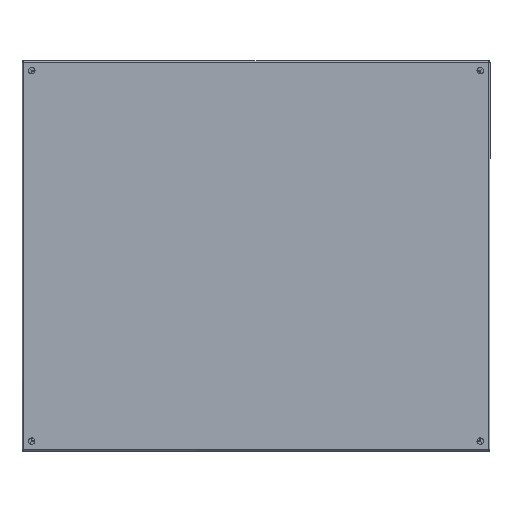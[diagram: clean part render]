
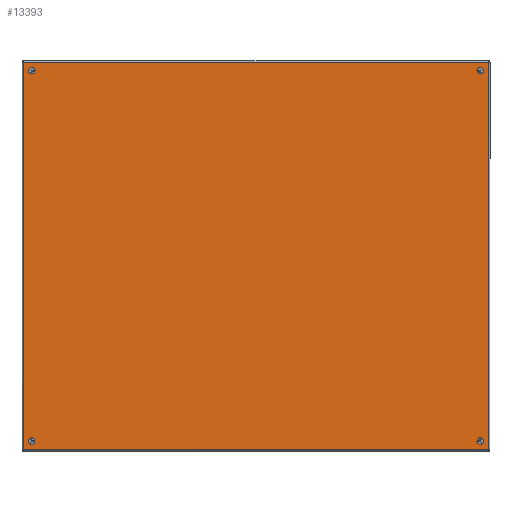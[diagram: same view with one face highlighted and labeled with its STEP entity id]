
A CAD part, top view. The second image highlights one B-rep face of the part: STEP entity #13393.
In plain terms, the highlighted face is planar.
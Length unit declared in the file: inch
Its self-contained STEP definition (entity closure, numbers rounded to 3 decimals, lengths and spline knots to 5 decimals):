
#99 = EDGE_CURVE ( 'NONE', #9133, #46987, #20953, .T. ) ;
#442 = DIRECTION ( 'NONE',  ( -1., 0., 0. ) ) ;
#639 = DIRECTION ( 'NONE',  ( 0., 1., 0. ) ) ;
#1004 = ORIENTED_EDGE ( 'NONE', *, *, #40909, .F. ) ;
#1045 = FACE_BOUND ( 'NONE', #22532, .T. ) ;
#1277 = FACE_BOUND ( 'NONE', #46333, .T. ) ;
#2300 = ORIENTED_EDGE ( 'NONE', *, *, #99, .F. ) ;
#2570 = EDGE_CURVE ( 'NONE', #46602, #29760, #3768, .T. ) ;
#2894 = CARTESIAN_POINT ( 'NONE',  ( 0., 35., 14.25 ) ) ;
#3535 = AXIS2_PLACEMENT_3D ( 'NONE', #41654, #46241, #45999 ) ;
#3768 = LINE ( 'NONE', #25028, #41497 ) ;
#4405 = EDGE_CURVE ( 'NONE', #45691, #16807, #35580, .T. ) ;
#4515 = DIRECTION ( 'NONE',  ( -1., 0., 0. ) ) ;
#4701 = CIRCLE ( 'NONE', #31769, 0.25 ) ;
#4834 = VERTEX_POINT ( 'NONE', #28329 ) ;
#4856 = FACE_BOUND ( 'NONE', #11864, .T. ) ;
#7230 = DIRECTION ( 'NONE',  ( 0., 1., 0. ) ) ;
#7966 = AXIS2_PLACEMENT_3D ( 'NONE', #10864, #28976, #639 ) ;
#8312 = EDGE_CURVE ( 'NONE', #41343, #37793, #47641, .T. ) ;
#9133 = VERTEX_POINT ( 'NONE', #40231 ) ;
#9234 = CARTESIAN_POINT ( 'NONE',  ( 0., 0.072, 14.928 ) ) ;
#9323 = CARTESIAN_POINT ( 'NONE',  ( 0., 0.072, 14.892 ) ) ;
#10141 = DIRECTION ( 'NONE',  ( -1., 0., 0. ) ) ;
#10206 = EDGE_CURVE ( 'NONE', #16807, #45691, #4701, .T. ) ;
#10455 = CARTESIAN_POINT ( 'NONE',  ( 0., 35.5, 14.25 ) ) ;
#10864 = CARTESIAN_POINT ( 'NONE',  ( 0., 0.75, -14.25 ) ) ;
#11864 = EDGE_LOOP ( 'NONE', ( #13228, #22075 ) ) ;
#11922 = DIRECTION ( 'NONE',  ( 0., 1., 0. ) ) ;
#12026 = CARTESIAN_POINT ( 'NONE',  ( 0., 35.25, -14.25 ) ) ;
#12279 = CARTESIAN_POINT ( 'NONE',  ( 0., 35.25, 14.25 ) ) ;
#12412 = LINE ( 'NONE', #45743, #23347 ) ;
#12598 = CARTESIAN_POINT ( 'NONE',  ( 0., 1., -14.25 ) ) ;
#12728 = DIRECTION ( 'NONE',  ( 0., 1., 0. ) ) ;
#13228 = ORIENTED_EDGE ( 'NONE', *, *, #8312, .F. ) ;
#13393 = ADVANCED_FACE ( 'NONE', ( #1045, #16507, #4856, #30543, #1277 ), #30299, .F. ) ;
#14739 = AXIS2_PLACEMENT_3D ( 'NONE', #34362, #27554, #41568 ) ;
#15255 = VERTEX_POINT ( 'NONE', #33164 ) ;
#16358 = DIRECTION ( 'NONE',  ( 0., 1., 0. ) ) ;
#16488 = EDGE_LOOP ( 'NONE', ( #22987, #35209 ) ) ;
#16507 = FACE_OUTER_BOUND ( 'NONE', #31549, .T. ) ;
#16702 = CARTESIAN_POINT ( 'NONE',  ( 0., 0.75, -14.25 ) ) ;
#16807 = VERTEX_POINT ( 'NONE', #26711 ) ;
#18311 = VECTOR ( 'NONE', #16358, 39.37008 ) ;
#18561 = DIRECTION ( 'NONE',  ( 0., 0., 1. ) ) ;
#19194 = DIRECTION ( 'NONE',  ( -1., 0., 0. ) ) ;
#19357 = CARTESIAN_POINT ( 'NONE',  ( 0., 35., -14.25 ) ) ;
#19757 = CIRCLE ( 'NONE', #3535, 0.25 ) ;
#19821 = AXIS2_PLACEMENT_3D ( 'NONE', #16702, #10141, #39581 ) ;
#20337 = DIRECTION ( 'NONE',  ( 0., -1., 0. ) ) ;
#20953 = CIRCLE ( 'NONE', #27149, 0.25 ) ;
#21052 = CARTESIAN_POINT ( 'NONE',  ( 0., 35.25, -14.25 ) ) ;
#22075 = ORIENTED_EDGE ( 'NONE', *, *, #26987, .F. ) ;
#22532 = EDGE_LOOP ( 'NONE', ( #44966, #45713 ) ) ;
#22987 = ORIENTED_EDGE ( 'NONE', *, *, #28205, .F. ) ;
#23347 = VECTOR ( 'NONE', #34886, 39.37008 ) ;
#23402 = CARTESIAN_POINT ( 'NONE',  ( 0., 0.108, -14.892 ) ) ;
#23571 = VERTEX_POINT ( 'NONE', #12598 ) ;
#23961 = DIRECTION ( 'NONE',  ( 1., 0., 0. ) ) ;
#24333 = ORIENTED_EDGE ( 'NONE', *, *, #33985, .F. ) ;
#25028 = CARTESIAN_POINT ( 'NONE',  ( 0., 35.892, 14.928 ) ) ;
#25227 = VECTOR ( 'NONE', #27684, 39.37008 ) ;
#26711 = CARTESIAN_POINT ( 'NONE',  ( 0., 0.5, 14.25 ) ) ;
#26987 = EDGE_CURVE ( 'NONE', #37793, #41343, #19757, .T. ) ;
#27149 = AXIS2_PLACEMENT_3D ( 'NONE', #12026, #442, #30405 ) ;
#27437 = LINE ( 'NONE', #42417, #18311 ) ;
#27554 = DIRECTION ( 'NONE',  ( -1., 0., 0. ) ) ;
#27684 = DIRECTION ( 'NONE',  ( 0., -1., 0. ) ) ;
#27914 = LINE ( 'NONE', #9323, #25227 ) ;
#28205 = EDGE_CURVE ( 'NONE', #23571, #15255, #34503, .T. ) ;
#28329 = CARTESIAN_POINT ( 'NONE',  ( 0., 0.108, 14.892 ) ) ;
#28976 = DIRECTION ( 'NONE',  ( -1., 0., 0. ) ) ;
#29624 = CARTESIAN_POINT ( 'NONE',  ( 0., 35.892, 14.892 ) ) ;
#29760 = VERTEX_POINT ( 'NONE', #29624 ) ;
#30299 = PLANE ( 'NONE',  #41374 ) ;
#30405 = DIRECTION ( 'NONE',  ( 0., 1., 0. ) ) ;
#30543 = FACE_BOUND ( 'NONE', #16488, .T. ) ;
#31120 = CARTESIAN_POINT ( 'NONE',  ( 0., 1., 14.25 ) ) ;
#31549 = EDGE_LOOP ( 'NONE', ( #35385, #32742, #38263, #1004 ) ) ;
#31769 = AXIS2_PLACEMENT_3D ( 'NONE', #37756, #19194, #11922 ) ;
#31867 = AXIS2_PLACEMENT_3D ( 'NONE', #21052, #40804, #7230 ) ;
#32742 = ORIENTED_EDGE ( 'NONE', *, *, #40904, .F. ) ;
#33164 = CARTESIAN_POINT ( 'NONE',  ( 0., 0.5, -14.25 ) ) ;
#33859 = EDGE_CURVE ( 'NONE', #4834, #35146, #12412, .T. ) ;
#33985 = EDGE_CURVE ( 'NONE', #46987, #9133, #34188, .T. ) ;
#34188 = CIRCLE ( 'NONE', #31867, 0.25 ) ;
#34362 = CARTESIAN_POINT ( 'NONE',  ( 0., 0.75, 14.25 ) ) ;
#34503 = CIRCLE ( 'NONE', #19821, 0.25 ) ;
#34886 = DIRECTION ( 'NONE',  ( 0., 0., -1. ) ) ;
#35146 = VERTEX_POINT ( 'NONE', #23402 ) ;
#35209 = ORIENTED_EDGE ( 'NONE', *, *, #35487, .F. ) ;
#35385 = ORIENTED_EDGE ( 'NONE', *, *, #33859, .F. ) ;
#35487 = EDGE_CURVE ( 'NONE', #15255, #23571, #40363, .T. ) ;
#35580 = CIRCLE ( 'NONE', #14739, 0.25 ) ;
#37756 = CARTESIAN_POINT ( 'NONE',  ( 0., 0.75, 14.25 ) ) ;
#37793 = VERTEX_POINT ( 'NONE', #2894 ) ;
#38263 = ORIENTED_EDGE ( 'NONE', *, *, #2570, .F. ) ;
#39581 = DIRECTION ( 'NONE',  ( 0., 1., 0. ) ) ;
#40231 = CARTESIAN_POINT ( 'NONE',  ( 0., 35.5, -14.25 ) ) ;
#40363 = CIRCLE ( 'NONE', #7966, 0.25 ) ;
#40684 = CARTESIAN_POINT ( 'NONE',  ( 0., 35.892, -14.892 ) ) ;
#40804 = DIRECTION ( 'NONE',  ( -1., 0., 0. ) ) ;
#40904 = EDGE_CURVE ( 'NONE', #29760, #4834, #27914, .T. ) ;
#40909 = EDGE_CURVE ( 'NONE', #35146, #46602, #27437, .T. ) ;
#41343 = VERTEX_POINT ( 'NONE', #10455 ) ;
#41374 = AXIS2_PLACEMENT_3D ( 'NONE', #9234, #23961, #20337 ) ;
#41454 = AXIS2_PLACEMENT_3D ( 'NONE', #12279, #4515, #12728 ) ;
#41497 = VECTOR ( 'NONE', #18561, 39.37008 ) ;
#41568 = DIRECTION ( 'NONE',  ( 0., 1., 0. ) ) ;
#41654 = CARTESIAN_POINT ( 'NONE',  ( 0., 35.25, 14.25 ) ) ;
#42417 = CARTESIAN_POINT ( 'NONE',  ( 0., 0.072, -14.892 ) ) ;
#44966 = ORIENTED_EDGE ( 'NONE', *, *, #4405, .F. ) ;
#45691 = VERTEX_POINT ( 'NONE', #31120 ) ;
#45713 = ORIENTED_EDGE ( 'NONE', *, *, #10206, .F. ) ;
#45743 = CARTESIAN_POINT ( 'NONE',  ( 0., 0.108, 14.928 ) ) ;
#45999 = DIRECTION ( 'NONE',  ( 0., 1., 0. ) ) ;
#46241 = DIRECTION ( 'NONE',  ( -1., 0., 0. ) ) ;
#46333 = EDGE_LOOP ( 'NONE', ( #2300, #24333 ) ) ;
#46602 = VERTEX_POINT ( 'NONE', #40684 ) ;
#46987 = VERTEX_POINT ( 'NONE', #19357 ) ;
#47641 = CIRCLE ( 'NONE', #41454, 0.25 ) ;
